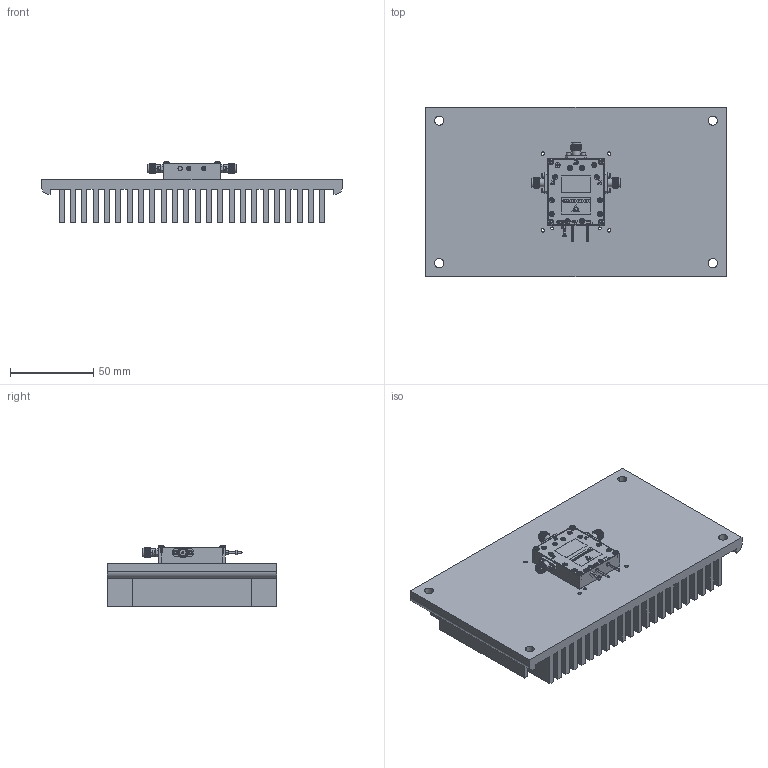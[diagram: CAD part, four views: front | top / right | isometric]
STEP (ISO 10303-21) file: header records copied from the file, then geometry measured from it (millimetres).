
FILE_DESCRIPTION (( 'STEP AP203' ), '1' );
FILE_NAME ('FMSW1106.step', '2020-09-08T22:19:39', ( '' ), ( '' ), 'SwSTEP 2.0', 'SolidWorks 2018', '' );
FILE_SCHEMA (( 'CONFIG_CONTROL_DESIGN' ));
Length unit declared in the file: inch
Products named in the file (1): FMSW1106
Bounding box: 180 x 101.5 x 36.86 mm (x, y, z)
Volume: 267395.5 mm3; surface area: 145493.5 mm2
Topology: 6 solids, 27 shells, 1920 faces, 5118 edges, 3355 vertices
Faces by surface type: plane 871, cylinder 548, cone 250, bspline 214, torus 25, sphere 12
Entity records: 85781 total; most frequent: CARTESIAN_POINT 41386, ORIENTED_EDGE 10192, DIRECTION 7972, EDGE_CURVE 5096, VERTEX_POINT 3351, AXIS2_PLACEMENT_3D 2734, VECTOR 2504, LINE 2504
